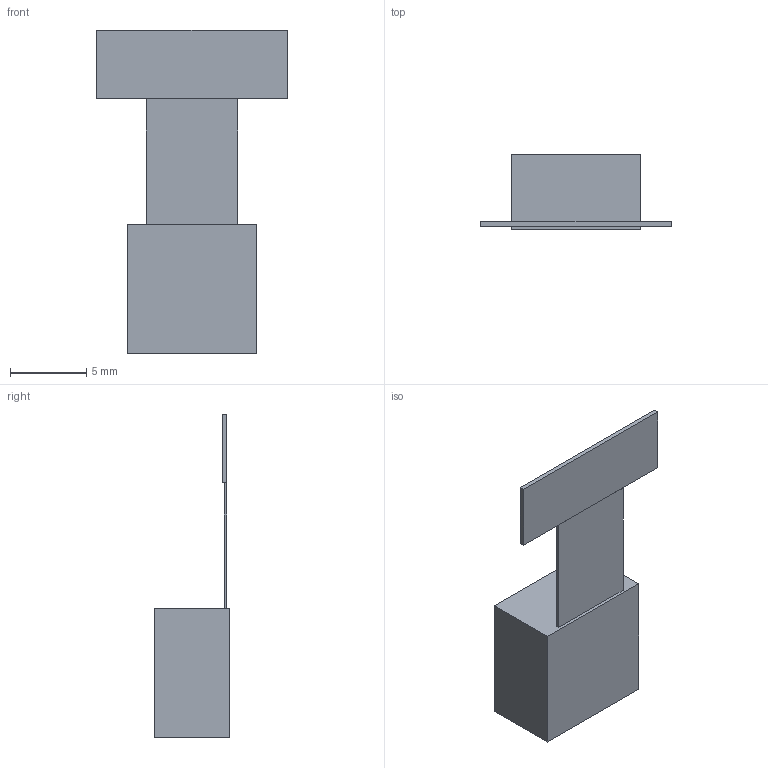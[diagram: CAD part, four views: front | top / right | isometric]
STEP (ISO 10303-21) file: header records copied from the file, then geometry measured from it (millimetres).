
FILE_DESCRIPTION(/* description */ (''),/* implementation_level */ '2;1');
FILE_NAME(/* name */ 'OV5640 Camera v1.step',/* time_stamp */ '2023-02-08T18:28:29-05:00',/* author */ (''),/* organization */ (''),/* preprocessor_version */ 'ST-DEVELOPER v19.2',/* originating_system */ 'Autodesk Translation Framework v11.17.0.187',/* authorisation */ '');
FILE_SCHEMA (('AUTOMOTIVE_DESIGN { 1 0 10303 214 3 1 1 }'));
Length unit declared in the file: millimetre
Products named in the file (1): OV5640 Camera
Bounding box: 12.5 x 4.95 x 21.25 mm (x, y, z)
Volume: 359.9 mm3; surface area: 731.1 mm2
Topology: 4 solids, 4 shells, 25 faces, 45 edges, 30 vertices
Faces by surface type: plane 22, cylinder 3
Full cylindrical faces by diameter (mm): 2 x1, 6.35 x1, 7 x1
Entity records: 664 total; most frequent: DIRECTION 103, CARTESIAN_POINT 101, ORIENTED_EDGE 90, EDGE_CURVE 45, LINE 39, VECTOR 39, AXIS2_PLACEMENT_3D 32, VERTEX_POINT 30
